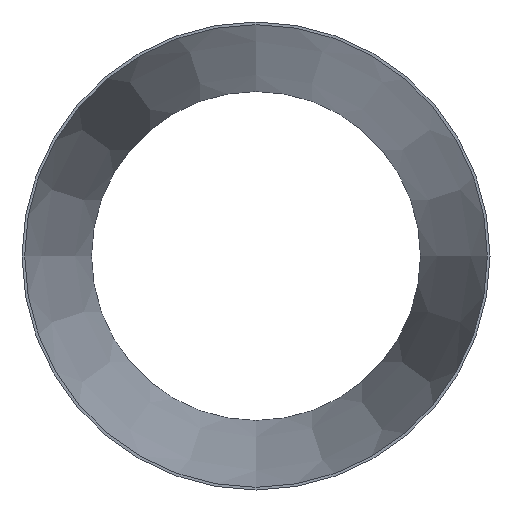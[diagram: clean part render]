
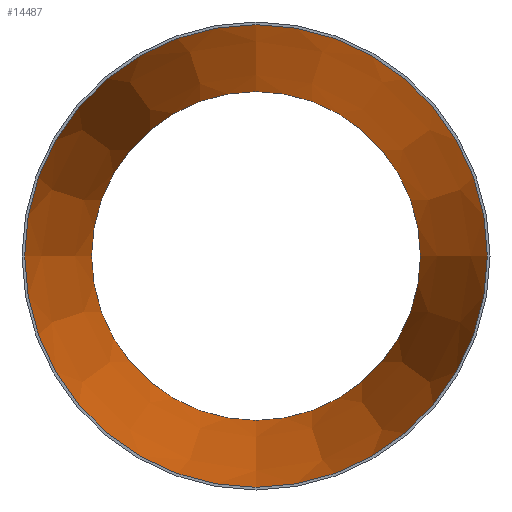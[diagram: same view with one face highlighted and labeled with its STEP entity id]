
A CAD part, front view. The second image highlights one B-rep face of the part: STEP entity #14487.
In plain terms, the highlighted conical face has half-angle 9.456 degrees and reference radius 351.545 mm.
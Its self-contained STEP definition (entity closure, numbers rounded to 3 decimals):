
#105 = DIRECTION ( 'NONE',  ( 0., 0., -1. ) ) ;
#3495 = DIRECTION ( 'NONE',  ( 0., 0., -1. ) ) ;
#7118 = EDGE_LOOP ( 'NONE', ( #28905 ) ) ;
#12487 = ORIENTED_EDGE ( 'NONE', *, *, #24935, .F. ) ;
#13336 = CONICAL_SURFACE ( 'NONE', #18576, 351.545, 0.165 ) ;
#14487 = ADVANCED_FACE ( 'NONE', ( #16023, #19082 ), #13336, .F. ) ;
#14938 = DIRECTION ( 'NONE',  ( 0., 0., -1. ) ) ;
#16023 = FACE_BOUND ( 'NONE', #31090, .T. ) ;
#17842 = CIRCLE ( 'NONE', #35521, 351.545 ) ;
#18576 = AXIS2_PLACEMENT_3D ( 'NONE', #28724, #31993, #3495 ) ;
#19082 = FACE_OUTER_BOUND ( 'NONE', #7118, .T. ) ;
#20664 = EDGE_CURVE ( 'NONE', #22455, #22455, #17842, .T. ) ;
#22236 = DIRECTION ( 'NONE',  ( 0., -1., 0. ) ) ;
#22455 = VERTEX_POINT ( 'NONE', #31294 ) ;
#24935 = EDGE_CURVE ( 'NONE', #37873, #37873, #32519, .T. ) ;
#24940 = CARTESIAN_POINT ( 'NONE',  ( 0., 610., -249.945 ) ) ;
#28592 = CARTESIAN_POINT ( 'NONE',  ( 0., 610., 0. ) ) ;
#28724 = CARTESIAN_POINT ( 'NONE',  ( 0., 0., 0. ) ) ;
#28905 = ORIENTED_EDGE ( 'NONE', *, *, #20664, .T. ) ;
#30550 = AXIS2_PLACEMENT_3D ( 'NONE', #28592, #22236, #105 ) ;
#31090 = EDGE_LOOP ( 'NONE', ( #12487 ) ) ;
#31294 = CARTESIAN_POINT ( 'NONE',  ( 0., 0., -351.545 ) ) ;
#31993 = DIRECTION ( 'NONE',  ( 0., -1., 0. ) ) ;
#32519 = CIRCLE ( 'NONE', #30550, 249.945 ) ;
#35521 = AXIS2_PLACEMENT_3D ( 'NONE', #37300, #39780, #14938 ) ;
#37300 = CARTESIAN_POINT ( 'NONE',  ( 0., 0., 0. ) ) ;
#37873 = VERTEX_POINT ( 'NONE', #24940 ) ;
#39780 = DIRECTION ( 'NONE',  ( 0., -1., 0. ) ) ;
